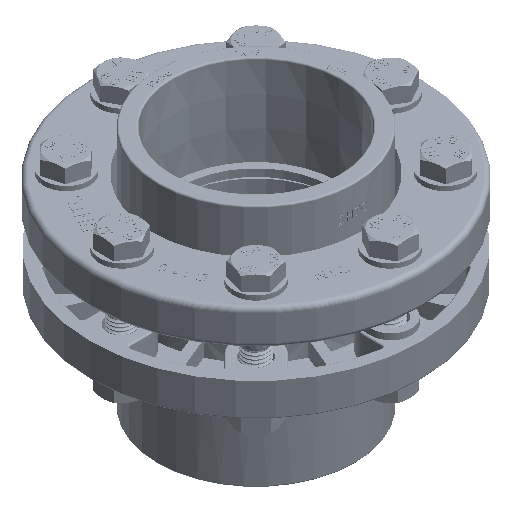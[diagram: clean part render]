
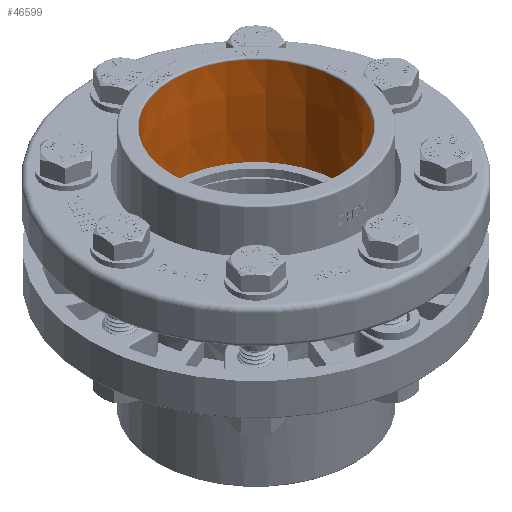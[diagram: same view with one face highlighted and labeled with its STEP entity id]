
A CAD part, isometric view. The second image highlights one B-rep face of the part: STEP entity #46599.
In plain terms, the highlighted conical face has half-angle 0.336 degrees and reference radius 54.95 mm.
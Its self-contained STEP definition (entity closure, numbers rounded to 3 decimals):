
#1346=CONICAL_SURFACE('',#49496,54.95,0.006);
#2059=LINE('',#62796,#5791);
#5791=VECTOR('',#52564,54.95);
#12215=FACE_OUTER_BOUND('',#14975,.T.);
#14975=EDGE_LOOP('',(#31181,#31182,#31183,#31184));
#17973=CIRCLE('',#49495,54.95);
#17974=CIRCLE('',#49497,55.294);
#19013=VERTEX_POINT('',#62792);
#19014=VERTEX_POINT('',#62795);
#23848=EDGE_CURVE('',#19013,#19013,#17973,.T.);
#23849=EDGE_CURVE('',#19013,#19014,#2059,.T.);
#23850=EDGE_CURVE('',#19014,#19014,#17974,.T.);
#31181=ORIENTED_EDGE('',*,*,#23848,.T.);
#31182=ORIENTED_EDGE('',*,*,#23849,.T.);
#31183=ORIENTED_EDGE('',*,*,#23850,.T.);
#31184=ORIENTED_EDGE('',*,*,#23849,.F.);
#46599=ADVANCED_FACE('',(#12215),#1346,.F.);
#49495=AXIS2_PLACEMENT_3D('',#62793,#52560,#52561);
#49496=AXIS2_PLACEMENT_3D('',#62794,#52562,#52563);
#49497=AXIS2_PLACEMENT_3D('',#62797,#52565,#52566);
#52560=DIRECTION('center_axis',(0.,0.,-1.));
#52561=DIRECTION('ref_axis',(1.,0.,0.));
#52562=DIRECTION('center_axis',(0.,0.,1.));
#52563=DIRECTION('ref_axis',(1.,0.,0.));
#52564=DIRECTION('',(-0.006,0.,1.));
#52565=DIRECTION('center_axis',(0.,0.,1.));
#52566=DIRECTION('ref_axis',(-1.,0.,0.));
#62792=CARTESIAN_POINT('',(-54.95,0.,10.3));
#62793=CARTESIAN_POINT('Origin',(0.,0.,10.3));
#62794=CARTESIAN_POINT('Origin',(0.,0.,10.3));
#62795=CARTESIAN_POINT('',(-55.294,0.,69.006));
#62796=CARTESIAN_POINT('',(-54.95,0.,10.3));
#62797=CARTESIAN_POINT('Origin',(0.,0.,69.006));
